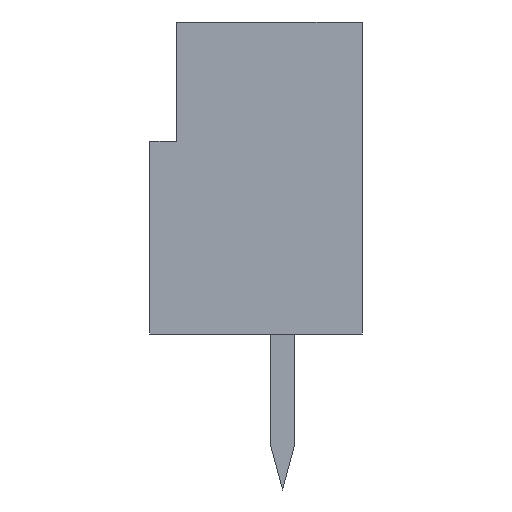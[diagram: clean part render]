
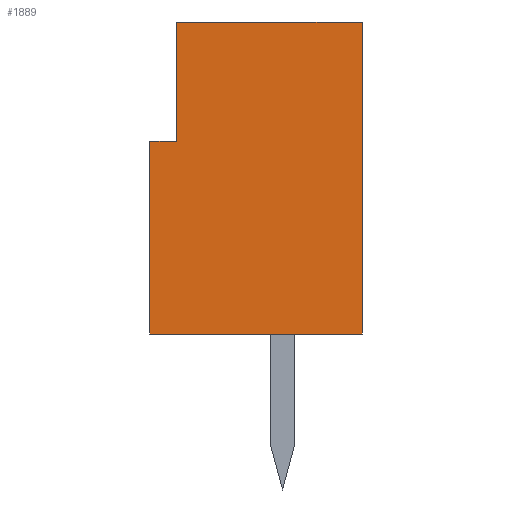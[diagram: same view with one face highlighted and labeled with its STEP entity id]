
A CAD part, left-side view. The second image highlights one B-rep face of the part: STEP entity #1889.
In plain terms, the highlighted planar face has unit normal (-1, 0, 0).
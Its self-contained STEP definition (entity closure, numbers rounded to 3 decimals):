
#1208=CARTESIAN_POINT('',(-4.,0.,4.7));
#1209=VERTEX_POINT('',#1208);
#1216=CARTESIAN_POINT('',(-4.,0.,0.));
#1217=VERTEX_POINT('',#1216);
#1218=CARTESIAN_POINT('',(-4.,0.,4.7));
#1219=DIRECTION('',(0.,0.,-1.));
#1220=VECTOR('',#1219,4.7);
#1221=LINE('',#1218,#1220);
#1222=EDGE_CURVE('',#1209,#1217,#1221,.T.);
#1456=CARTESIAN_POINT('',(-4.,3.2,0.));
#1457=VERTEX_POINT('',#1456);
#1464=CARTESIAN_POINT('',(-4.,3.2,2.9));
#1465=VERTEX_POINT('',#1464);
#1466=CARTESIAN_POINT('',(-4.,3.2,0.));
#1467=DIRECTION('',(0.,0.,1.));
#1468=VECTOR('',#1467,2.9);
#1469=LINE('',#1466,#1468);
#1470=EDGE_CURVE('',#1457,#1465,#1469,.T.);
#1841=CARTESIAN_POINT('',(-4.,2.8,4.7));
#1842=VERTEX_POINT('',#1841);
#1849=CARTESIAN_POINT('',(-4.,2.8,4.7));
#1850=DIRECTION('',(0.,-1.,0.));
#1851=VECTOR('',#1850,2.8);
#1852=LINE('',#1849,#1851);
#1853=EDGE_CURVE('',#1842,#1209,#1852,.T.);
#1859=CARTESIAN_POINT('',(-4.,1.6,2.35));
#1860=DIRECTION('',(0.,0.,1.));
#1861=DIRECTION('',(-1.,0.,0.));
#1862=AXIS2_PLACEMENT_3D('',#1859,#1861,#1860);
#1863=PLANE('',#1862);
#1864=CARTESIAN_POINT('',(-4.,2.8,2.9));
#1865=VERTEX_POINT('',#1864);
#1866=CARTESIAN_POINT('',(-4.,2.8,4.7));
#1867=DIRECTION('',(0.,0.,-1.));
#1868=VECTOR('',#1867,1.8);
#1869=LINE('',#1866,#1868);
#1870=EDGE_CURVE('',#1842,#1865,#1869,.T.);
#1871=ORIENTED_EDGE('',*,*,#1870,.T.);
#1872=CARTESIAN_POINT('',(-4.,2.8,2.9));
#1873=DIRECTION('',(0.,1.,0.));
#1874=VECTOR('',#1873,0.4);
#1875=LINE('',#1872,#1874);
#1876=EDGE_CURVE('',#1865,#1465,#1875,.T.);
#1877=ORIENTED_EDGE('',*,*,#1876,.T.);
#1878=ORIENTED_EDGE('',*,*,#1470,.F.);
#1879=CARTESIAN_POINT('',(-4.,3.2,0.));
#1880=DIRECTION('',(0.,-1.,0.));
#1881=VECTOR('',#1880,3.2);
#1882=LINE('',#1879,#1881);
#1883=EDGE_CURVE('',#1457,#1217,#1882,.T.);
#1884=ORIENTED_EDGE('',*,*,#1883,.T.);
#1885=ORIENTED_EDGE('',*,*,#1222,.F.);
#1886=ORIENTED_EDGE('',*,*,#1853,.F.);
#1887=EDGE_LOOP('',(#1871,#1877,#1878,#1884,#1885,#1886));
#1888=FACE_OUTER_BOUND('',#1887,.T.);
#1889=ADVANCED_FACE('',(#1888),#1863,.T.);
